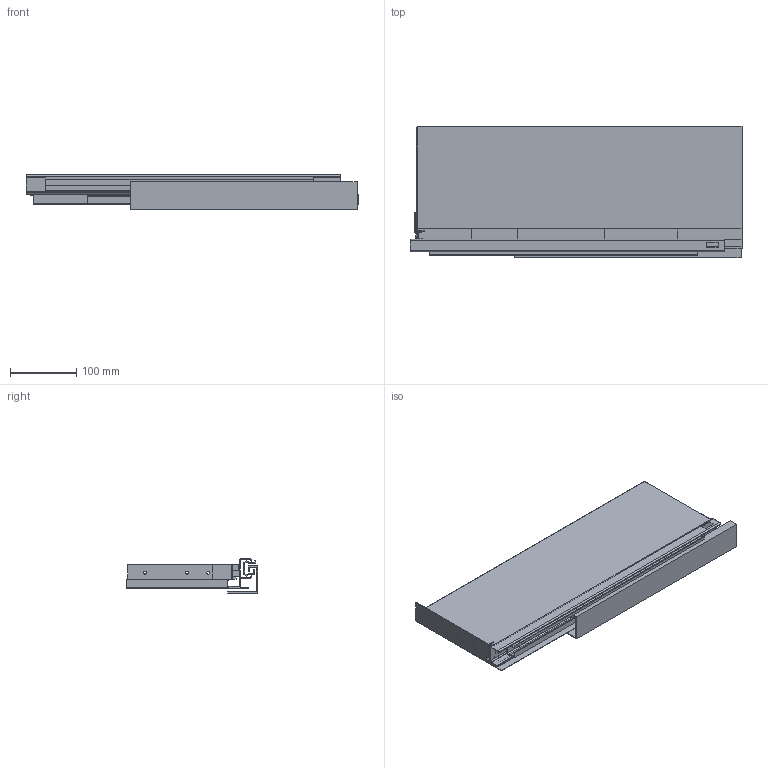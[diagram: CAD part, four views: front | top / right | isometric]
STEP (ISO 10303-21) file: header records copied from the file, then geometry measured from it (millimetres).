
FILE_DESCRIPTION (( 'STEP AP214' ), '1' );
FILE_NAME ('F000201,F000235,F000269-CLOSED_RIGHT_3D.step', '2022-10-10T14:40:48', ( '' ), ( '' ), 'SwSTEP 2.0', 'SolidWorks 2020', '' );
FILE_SCHEMA (( 'AUTOMOTIVE_DESIGN' ));
Length unit declared in the file: millimetre
Products named in the file (6): RiexTrack-500_CLOSED_RIGHT_3D; F000201,F000235,F000269-CLOSED_RIGHT_3D; NU70,NU80-500-STREDNI; RiexTrack-400,450,500-VNEJSI-PRAVY; NU70,NU80-500-VNITRNI_PRAVY; RiexTrack Bocnice-500-H185-PRAVA
Assembly tree (5 placements, depth 3):
  F000201,F000235,F000269-CLOSED_RIGHT_3D
    RiexTrack-500_CLOSED_RIGHT_3D
      RiexTrack-400,450,500-VNEJSI-PRAVY
      NU70,NU80-500-STREDNI
      NU70,NU80-500-VNITRNI_PRAVY
    RiexTrack Bocnice-500-H185-PRAVA
Bounding box: 501.5 x 198.5 x 51.7 mm (x, y, z)
Volume: 284637.7 mm3; surface area: 579833.3 mm2
Topology: 8 solids, 8 shells, 298 faces, 777 edges, 496 vertices
Faces by surface type: plane 150, cylinder 88, cone 60
Entity records: 9501 total; most frequent: DIRECTION 1631, CARTESIAN_POINT 1580, ORIENTED_EDGE 1554, EDGE_CURVE 777, AXIS2_PLACEMENT_3D 547, VECTOR 537, LINE 537, VERTEX_POINT 496
